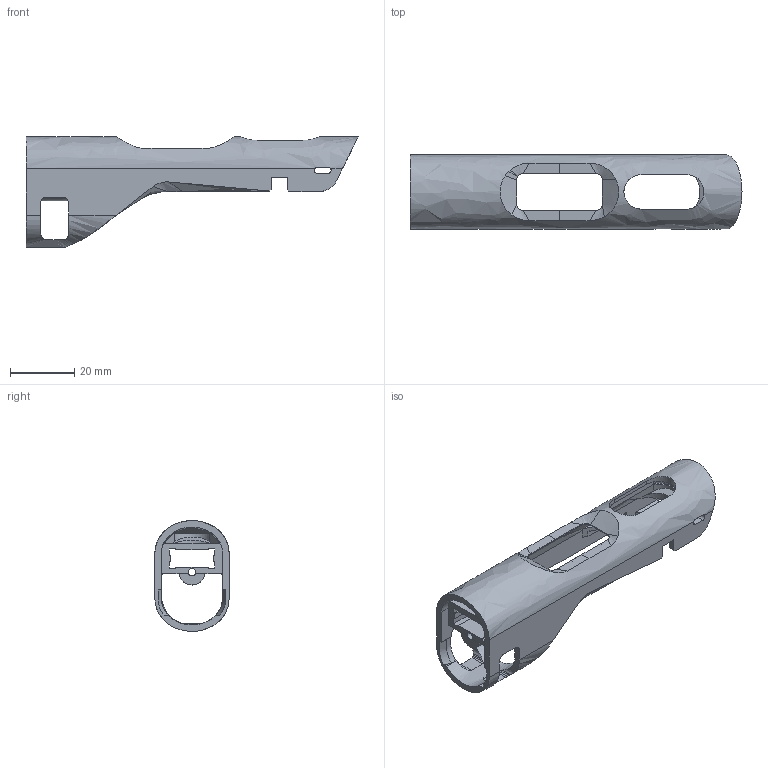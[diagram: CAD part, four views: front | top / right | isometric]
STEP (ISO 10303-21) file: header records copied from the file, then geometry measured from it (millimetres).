
FILE_DESCRIPTION(/* description */ (''),/* implementation_level */ '2;1');
FILE_NAME(/* name */ 'MAIN BODY.step',/* time_stamp */ '2020-03-10T16:26:44+01:00',/* author */ (''),/* organization */ (''),/* preprocessor_version */ 'ST-DEVELOPER v18',/* originating_system */ 'Autodesk Translation Framework v8.12.0.6',/* authorisation */ '');
FILE_SCHEMA (('AUTOMOTIVE_DESIGN { 1 0 10303 214 3 1 1 }'));
Length unit declared in the file: millimetre
Products named in the file (2): telo test; telo test rez v3
Assembly tree (1 placements, depth 2):
  telo test
    telo test rez v3
Bounding box: 103.13 x 23 x 34.41 mm (x, y, z)
Volume: 10664 mm3; surface area: 11542.1 mm2
Topology: 1 solids, 1 shells, 202 faces, 615 edges, 401 vertices
Faces by surface type: plane 143, bspline 40, cylinder 19
Full cylindrical faces by diameter (mm): 2.36 x1
Entity records: 10597 total; most frequent: CARTESIAN_POINT 5313, ORIENTED_EDGE 1230, DIRECTION 892, EDGE_CURVE 615, LINE 442, VECTOR 442, VERTEX_POINT 401, AXIS2_PLACEMENT_3D 225
